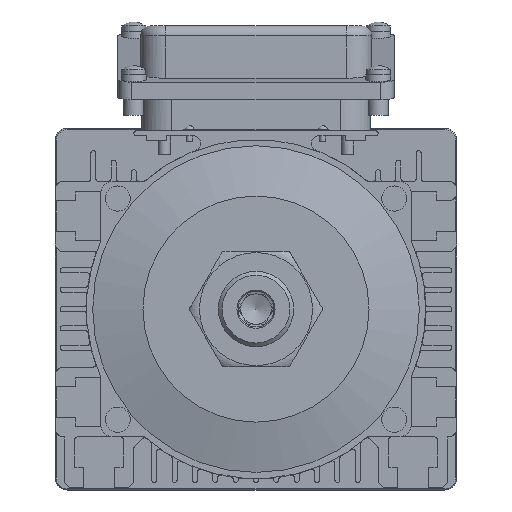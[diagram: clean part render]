
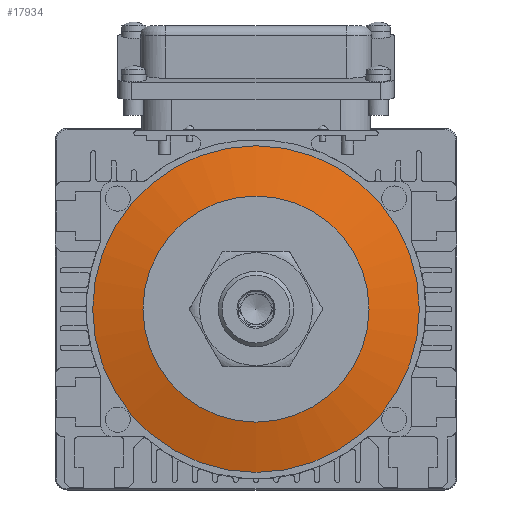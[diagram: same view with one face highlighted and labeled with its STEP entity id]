
A CAD part, front view. The second image highlights one B-rep face of the part: STEP entity #17934.
In plain terms, the highlighted conical face has half-angle 75.964 degrees and reference radius 45 mm.
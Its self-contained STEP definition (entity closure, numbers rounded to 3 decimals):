
#1347=CONICAL_SURFACE('',#19001,45.,1.326);
#1380=CIRCLE('',#18989,65.);
#1381=CIRCLE('',#18990,65.);
#1387=CIRCLE('',#19000,45.);
#2132=VERTEX_POINT('',#24864);
#2134=VERTEX_POINT('',#24868);
#2141=VERTEX_POINT('',#24887);
#2142=VERTEX_POINT('',#24888);
#3826=VECTOR('',#20588,1.);
#5778=LINE('',#24890,#3826);
#7738=EDGE_CURVE('',#2134,#2132,#1380,.T.);
#7739=EDGE_CURVE('',#2132,#2134,#1381,.T.);
#7747=EDGE_CURVE('',#2141,#2142,#1387,.T.);
#7748=EDGE_CURVE('',#2142,#2141,#1387,.T.);
#7749=EDGE_CURVE('',#2134,#2142,#5778,.T.);
#10409=ORIENTED_EDGE('',*,*,#7749,.T.);
#10410=ORIENTED_EDGE('',*,*,#7747,.F.);
#10411=ORIENTED_EDGE('',*,*,#7748,.F.);
#10412=ORIENTED_EDGE('',*,*,#7749,.F.);
#10413=ORIENTED_EDGE('',*,*,#7738,.T.);
#10414=ORIENTED_EDGE('',*,*,#7739,.T.);
#15667=EDGE_LOOP('',(#10409,#10410,#10411,#10412,#10413,#10414));
#16802=FACE_BOUND('',#15667,.T.);
#17934=ADVANCED_FACE('',(#16802),#1347,.T.);
#18989=AXIS2_PLACEMENT_3D('',#24867,#20564,#20565);
#18990=AXIS2_PLACEMENT_3D('',#24869,#20566,#20567);
#19000=AXIS2_PLACEMENT_3D('',#24886,#20584,#20585);
#19001=AXIS2_PLACEMENT_3D('',#24889,#20586,#20587);
#20564=DIRECTION('',(0.,-1.,0.));
#20565=DIRECTION('',(0.,0.,65.));
#20566=DIRECTION('',(0.,-1.,0.));
#20567=DIRECTION('',(0.,0.,65.));
#20584=DIRECTION('',(0.,-1.,0.));
#20585=DIRECTION('',(0.,0.,-45.));
#20586=DIRECTION('',(0.,1.,0.));
#20587=DIRECTION('',(0.,0.,-45.));
#20588=DIRECTION('',(0.,-0.243,0.97));
#24864=CARTESIAN_POINT('',(0.,-61.,65.));
#24867=CARTESIAN_POINT('',(0.,-61.,0.));
#24868=CARTESIAN_POINT('',(0.,-61.,-65.));
#24869=CARTESIAN_POINT('',(0.,-61.,0.));
#24886=CARTESIAN_POINT('',(0.,-66.,0.));
#24887=CARTESIAN_POINT('',(0.,-66.,45.));
#24888=CARTESIAN_POINT('',(0.,-66.,-45.));
#24889=CARTESIAN_POINT('',(0.,-66.,0.));
#24890=CARTESIAN_POINT('',(0.,-61.5,-63.));
